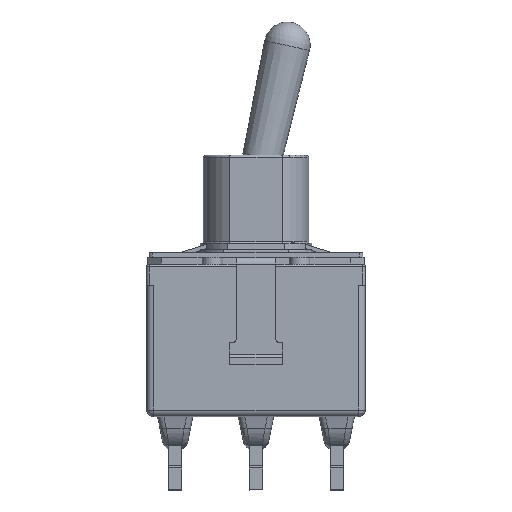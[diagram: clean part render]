
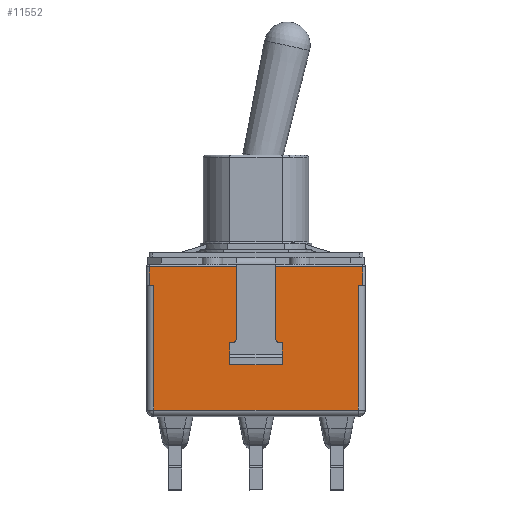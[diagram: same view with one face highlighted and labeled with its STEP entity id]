
A CAD part, top view. The second image highlights one B-rep face of the part: STEP entity #11552.
In plain terms, the highlighted planar face has unit normal (0, 0, 1).
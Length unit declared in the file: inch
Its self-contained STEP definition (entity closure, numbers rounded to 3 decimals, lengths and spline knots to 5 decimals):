
#370=PLANE('',#12338);
#2034=ORIENTED_EDGE('',*,*,#4974,.T.);
#2035=ORIENTED_EDGE('',*,*,#4848,.T.);
#2036=ORIENTED_EDGE('',*,*,#5320,.F.);
#2037=ORIENTED_EDGE('',*,*,#4669,.T.);
#2038=ORIENTED_EDGE('',*,*,#5321,.F.);
#2039=ORIENTED_EDGE('',*,*,#5322,.F.);
#2040=ORIENTED_EDGE('',*,*,#4575,.F.);
#2041=ORIENTED_EDGE('',*,*,#5323,.T.);
#4575=EDGE_CURVE('',#6304,#6305,#7385,.T.);
#4669=EDGE_CURVE('',#6390,#6392,#7451,.T.);
#4848=EDGE_CURVE('',#6547,#6548,#7570,.T.);
#4974=EDGE_CURVE('',#6649,#6547,#7653,.T.);
#5320=EDGE_CURVE('',#6390,#6548,#7928,.T.);
#5321=EDGE_CURVE('',#6741,#6392,#7929,.T.);
#5322=EDGE_CURVE('',#6305,#6741,#7930,.T.);
#5323=EDGE_CURVE('',#6304,#6649,#7931,.T.);
#6304=VERTEX_POINT('',#16326);
#6305=VERTEX_POINT('',#16327);
#6390=VERTEX_POINT('',#16621);
#6392=VERTEX_POINT('',#16625);
#6547=VERTEX_POINT('',#17277);
#6548=VERTEX_POINT('',#17278);
#6649=VERTEX_POINT('',#17674);
#6741=VERTEX_POINT('',#17998);
#7385=LINE('',#16325,#8696);
#7451=LINE('',#16626,#8762);
#7570=LINE('',#17276,#8881);
#7653=LINE('',#17673,#8964);
#7928=LINE('',#18701,#9239);
#7929=LINE('',#18702,#9240);
#7930=LINE('',#18703,#9241);
#7931=LINE('',#18704,#9242);
#8696=VECTOR('',#13086,39.37008);
#8762=VECTOR('',#13228,39.37008);
#8881=VECTOR('',#13487,39.37008);
#8964=VECTOR('',#13678,39.37008);
#9239=VECTOR('',#14201,39.37008);
#9240=VECTOR('',#14202,39.37008);
#9241=VECTOR('',#14203,39.37008);
#9242=VECTOR('',#14204,39.37008);
#10099=EDGE_LOOP('',(#2034,#2035,#2036,#2037,#2038,#2039,#2040,#2041));
#10777=FACE_BOUND('',#10099,.T.);
#11552=ADVANCED_FACE('',(#10777),#370,.T.);
#12338=AXIS2_PLACEMENT_3D('',#18700,#14199,#14200);
#13086=DIRECTION('',(-1.,0.,0.));
#13228=DIRECTION('',(0.,1.,0.));
#13487=DIRECTION('',(0.,1.,0.));
#13678=DIRECTION('',(1.,0.,0.));
#14199=DIRECTION('',(0.,0.,1.));
#14200=DIRECTION('',(1.,0.,0.));
#14201=DIRECTION('',(-1.,0.,0.));
#14202=DIRECTION('',(1.,0.,0.));
#14203=DIRECTION('',(0.,1.,0.));
#14204=DIRECTION('',(0.,-1.,0.));
#16325=CARTESIAN_POINT('',(-0.234,0.,0.13));
#16326=CARTESIAN_POINT('',(-0.234,0.,0.13));
#16327=CARTESIAN_POINT('',(-0.244,0.,0.13));
#16621=CARTESIAN_POINT('',(0.244,0.,0.13));
#16625=CARTESIAN_POINT('',(0.244,0.043,0.13));
#16626=CARTESIAN_POINT('',(0.244,0.,0.13));
#17276=CARTESIAN_POINT('',(0.234,-0.285,0.13));
#17277=CARTESIAN_POINT('',(0.234,-0.285,0.13));
#17278=CARTESIAN_POINT('',(0.234,0.,0.13));
#17673=CARTESIAN_POINT('',(-0.234,-0.285,0.13));
#17674=CARTESIAN_POINT('',(-0.234,-0.285,0.13));
#17998=CARTESIAN_POINT('',(-0.244,0.043,0.13));
#18700=CARTESIAN_POINT('',(0.,0.,0.13));
#18701=CARTESIAN_POINT('',(0.244,0.,0.13));
#18702=CARTESIAN_POINT('',(-0.244,0.043,0.13));
#18703=CARTESIAN_POINT('',(-0.244,0.,0.13));
#18704=CARTESIAN_POINT('',(-0.234,0.,0.13));
